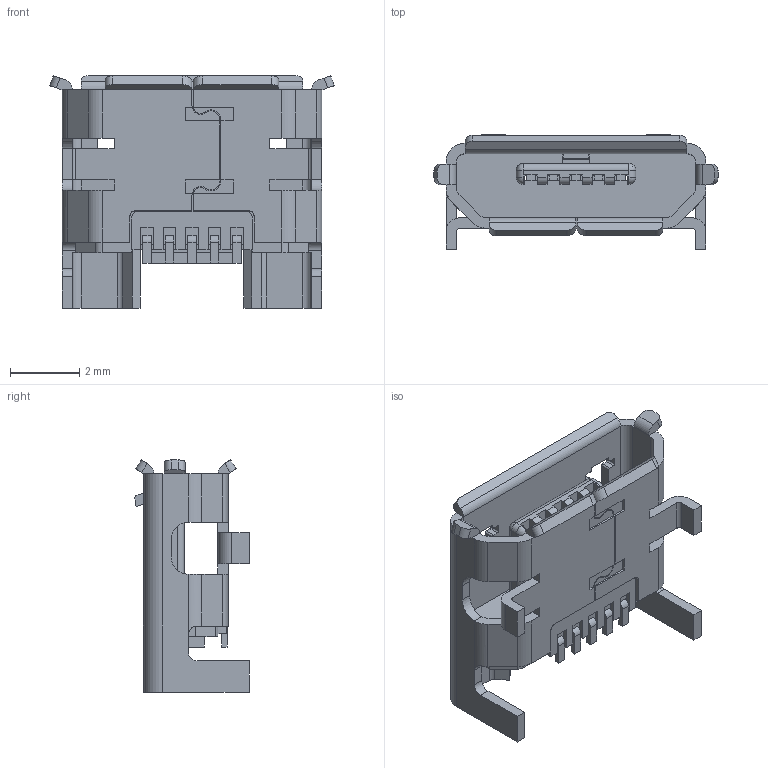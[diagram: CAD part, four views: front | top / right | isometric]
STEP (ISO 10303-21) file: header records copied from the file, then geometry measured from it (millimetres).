
FILE_DESCRIPTION(/* description */ (''),/* implementation_level */ '2;1');
FILE_NAME(/* name */ 'micro usb_ipt_4cd55db7.STEP',/* time_stamp */ '2024-05-28T16:08:10+01:00',/* author */ ('rlndo'),/* organization */ (''),/* preprocessor_version */ 'ST-DEVELOPER v16.13',/* originating_system */ 'Autodesk Inventor 2018',/* authorisation */ '');
FILE_SCHEMA (('AUTOMOTIVE_DESIGN { 1 0 10303 214 3 1 1 }'));
Length unit declared in the file: millimetre
Products named in the file (1): micro usb
Bounding box: 8.2 x 3.3 x 6.7 mm (x, y, z)
Volume: 45.8 mm3; surface area: 291.6 mm2
Topology: 12 solids, 12 shells, 475 faces, 1343 edges, 874 vertices
Faces by surface type: plane 351, cylinder 120, sphere 4
Entity records: 15321 total; most frequent: CARTESIAN_POINT 2706, ORIENTED_EDGE 2680, DIRECTION 2542, EDGE_CURVE 1340, LINE 1086, VECTOR 1086, VERTEX_POINT 872, AXIS2_PLACEMENT_3D 728
